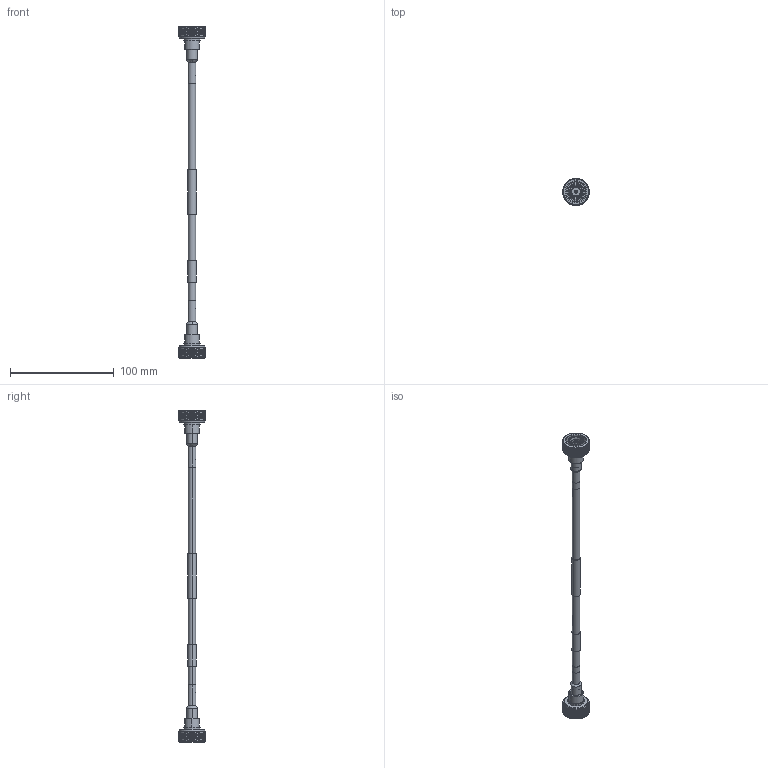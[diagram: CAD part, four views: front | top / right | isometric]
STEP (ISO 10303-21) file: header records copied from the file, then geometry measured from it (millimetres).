
FILE_DESCRIPTION (( 'STEP AP214' ), '1' );
FILE_NAME ('FMCA1848_3D.step', '2025-07-24T23:34:35', ( '' ), ( '' ), 'SwSTEP 2.0', 'SolidWorks 2022', '' );
FILE_SCHEMA (( 'AUTOMOTIVE_DESIGN' ));
Length unit declared in the file: inch
Products named in the file (4): TFT-5G-402^FMCA1848; TC-SPP250-4310MS-LP_3D^FMCA1848; FMCA1848_3D; Heat Shrink^FMCA1848
Assembly tree (5 placements, depth 2):
  FMCA1848_3D
    TFT-5G-402^FMCA1848
    Heat Shrink^FMCA1848  x2
    TC-SPP250-4310MS-LP_3D^FMCA1848  x2
Bounding box: 25.41 x 25.41 x 319.72 mm (x, y, z)
Volume: 24722.8 mm3; surface area: 20845.5 mm2
Topology: 5 solids, 5 shells, 7578 faces, 17062 edges, 9546 vertices
Faces by surface type: bspline 5764, cylinder 1672, cone 76, plane 62, torus 4
Entity records: 158135 total; most frequent: CARTESIAN_POINT 105450, ORIENTED_EDGE 17092, EDGE_CURVE 8546, VERTEX_POINT 4783, EDGE_LOOP 3825, ADVANCED_FACE 3797, FACE_OUTER_BOUND 3797, B_SPLINE_CURVE_WITH_KNOTS 3602
